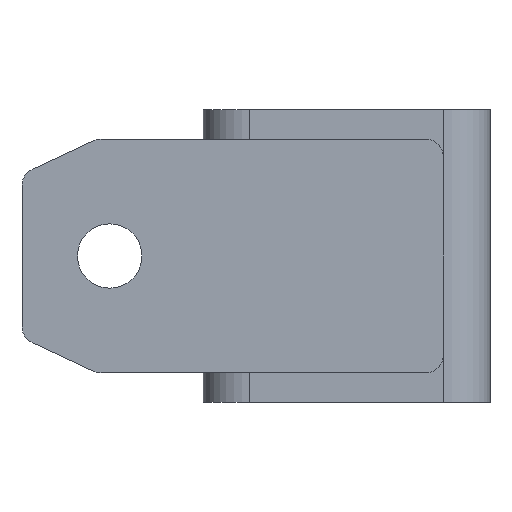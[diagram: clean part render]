
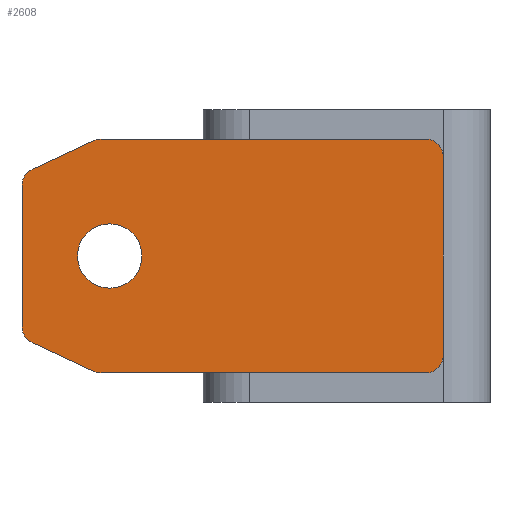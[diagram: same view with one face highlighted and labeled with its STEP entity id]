
A CAD part, left-side view. The second image highlights one B-rep face of the part: STEP entity #2608.
In plain terms, the highlighted planar face has unit normal (-1, 0, 0).
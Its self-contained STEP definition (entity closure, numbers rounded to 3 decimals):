
#56 = CARTESIAN_POINT ( 'NONE',  ( -30.65, 43.236, 44.719 ) ) ;
#59 = DIRECTION ( 'NONE',  ( 1., 0., 0. ) ) ;
#79 = DIRECTION ( 'NONE',  ( 0., -1., 0. ) ) ;
#86 = CIRCLE ( 'NONE', #1421, 5.5 ) ;
#87 = AXIS2_PLACEMENT_3D ( 'NONE', #1008, #285, #2517 ) ;
#120 = VERTEX_POINT ( 'NONE', #1259 ) ;
#141 = AXIS2_PLACEMENT_3D ( 'NONE', #2294, #1078, #2373 ) ;
#142 = EDGE_CURVE ( 'NONE', #1886, #2061, #1852, .T. ) ;
#163 = AXIS2_PLACEMENT_3D ( 'NONE', #2097, #2110, #2066 ) ;
#164 = EDGE_CURVE ( 'NONE', #2801, #1174, #1909, .T. ) ;
#190 = CARTESIAN_POINT ( 'NONE',  ( -30.65, 53.768, 39.808 ) ) ;
#228 = VERTEX_POINT ( 'NONE', #1369 ) ;
#285 = DIRECTION ( 'NONE',  ( 1., 0., 0. ) ) ;
#293 = CARTESIAN_POINT ( 'NONE',  ( -30.65, 52.5, 37.089 ) ) ;
#314 = AXIS2_PLACEMENT_3D ( 'NONE', #1650, #2631, #1350 ) ;
#343 = VECTOR ( 'NONE', #79, 1000. ) ;
#377 = CARTESIAN_POINT ( 'NONE',  ( -30.65, 41.968, 5. ) ) ;
#448 = CARTESIAN_POINT ( 'NONE',  ( -30.65, -13.5, 5. ) ) ;
#519 = ORIENTED_EDGE ( 'NONE', *, *, #142, .F. ) ;
#539 = CARTESIAN_POINT ( 'NONE',  ( -30.65, 40.5, 19.5 ) ) ;
#590 = DIRECTION ( 'NONE',  ( 1., 0., 0. ) ) ;
#657 = DIRECTION ( 'NONE',  ( 0., 0., -1. ) ) ;
#694 = CIRCLE ( 'NONE', #1367, 3. ) ;
#706 = EDGE_CURVE ( 'NONE', #1886, #1200, #1136, .T. ) ;
#741 = CARTESIAN_POINT ( 'NONE',  ( -30.65, -16.5, 5. ) ) ;
#882 = VECTOR ( 'NONE', #2702, 1000. ) ;
#928 = EDGE_CURVE ( 'NONE', #1994, #120, #1173, .T. ) ;
#935 = DIRECTION ( 'NONE',  ( 0., 0., 1. ) ) ;
#944 = CARTESIAN_POINT ( 'NONE',  ( -30.65, 43.236, 5.281 ) ) ;
#960 = AXIS2_PLACEMENT_3D ( 'NONE', #2773, #59, #2223 ) ;
#1008 = CARTESIAN_POINT ( 'NONE',  ( -30.65, 40.5, 25. ) ) ;
#1010 = AXIS2_PLACEMENT_3D ( 'NONE', #1473, #2869, #3105 ) ;
#1078 = DIRECTION ( 'NONE',  ( 1., 0., 0. ) ) ;
#1116 = ORIENTED_EDGE ( 'NONE', *, *, #1670, .F. ) ;
#1118 = VECTOR ( 'NONE', #1400, 1000. ) ;
#1136 = CIRCLE ( 'NONE', #163, 3. ) ;
#1151 = CARTESIAN_POINT ( 'NONE',  ( -30.65, 40.5, 25. ) ) ;
#1173 = LINE ( 'NONE', #3126, #2211 ) ;
#1174 = VERTEX_POINT ( 'NONE', #2619 ) ;
#1200 = VERTEX_POINT ( 'NONE', #377 ) ;
#1259 = CARTESIAN_POINT ( 'NONE',  ( -30.65, 55.5, 37.089 ) ) ;
#1272 = DIRECTION ( 'NONE',  ( 1., 0., 0. ) ) ;
#1284 = ORIENTED_EDGE ( 'NONE', *, *, #1660, .F. ) ;
#1331 = CARTESIAN_POINT ( 'NONE',  ( -30.65, 55.5, 12.911 ) ) ;
#1350 = DIRECTION ( 'NONE',  ( 0., 0., 1. ) ) ;
#1367 = AXIS2_PLACEMENT_3D ( 'NONE', #1442, #1694, #2928 ) ;
#1369 = CARTESIAN_POINT ( 'NONE',  ( -30.65, 40.5, 30.5 ) ) ;
#1400 = DIRECTION ( 'NONE',  ( 0., 0.906, 0.423 ) ) ;
#1413 = AXIS2_PLACEMENT_3D ( 'NONE', #293, #1272, #3013 ) ;
#1419 = VECTOR ( 'NONE', #657, 1000. ) ;
#1421 = AXIS2_PLACEMENT_3D ( 'NONE', #1151, #590, #2122 ) ;
#1436 = EDGE_CURVE ( 'NONE', #1841, #2560, #1508, .T. ) ;
#1442 = CARTESIAN_POINT ( 'NONE',  ( -30.65, -13.5, 8. ) ) ;
#1471 = EDGE_CURVE ( 'NONE', #120, #1657, #2802, .T. ) ;
#1473 = CARTESIAN_POINT ( 'NONE',  ( -30.65, 52.5, 12.911 ) ) ;
#1508 = LINE ( 'NONE', #1974, #343 ) ;
#1538 = ORIENTED_EDGE ( 'NONE', *, *, #164, .F. ) ;
#1545 = ORIENTED_EDGE ( 'NONE', *, *, #2481, .F. ) ;
#1621 = FACE_OUTER_BOUND ( 'NONE', #2427, .T. ) ;
#1650 = CARTESIAN_POINT ( 'NONE',  ( -30.65, 55.5, 45. ) ) ;
#1657 = VERTEX_POINT ( 'NONE', #190 ) ;
#1660 = EDGE_CURVE ( 'NONE', #2061, #1994, #1669, .T. ) ;
#1669 = CIRCLE ( 'NONE', #1010, 3. ) ;
#1670 = EDGE_CURVE ( 'NONE', #1174, #2134, #694, .T. ) ;
#1673 = ORIENTED_EDGE ( 'NONE', *, *, #1436, .F. ) ;
#1694 = DIRECTION ( 'NONE',  ( 1., 0., 0. ) ) ;
#1820 = ORIENTED_EDGE ( 'NONE', *, *, #1980, .T. ) ;
#1841 = VERTEX_POINT ( 'NONE', #2950 ) ;
#1852 = LINE ( 'NONE', #3094, #1118 ) ;
#1886 = VERTEX_POINT ( 'NONE', #944 ) ;
#1909 = LINE ( 'NONE', #2618, #1419 ) ;
#1946 = ORIENTED_EDGE ( 'NONE', *, *, #3041, .T. ) ;
#1966 = EDGE_CURVE ( 'NONE', #2560, #2801, #3106, .T. ) ;
#1974 = CARTESIAN_POINT ( 'NONE',  ( -30.65, -16.5, 45. ) ) ;
#1980 = EDGE_CURVE ( 'NONE', #228, #3062, #86, .T. ) ;
#1994 = VERTEX_POINT ( 'NONE', #1331 ) ;
#2000 = CARTESIAN_POINT ( 'NONE',  ( -30.65, 42.633, 45. ) ) ;
#2017 = DIRECTION ( 'NONE',  ( 0., -0.906, 0.423 ) ) ;
#2061 = VERTEX_POINT ( 'NONE', #2552 ) ;
#2066 = DIRECTION ( 'NONE',  ( 0., 0., 1. ) ) ;
#2073 = PLANE ( 'NONE',  #314 ) ;
#2097 = CARTESIAN_POINT ( 'NONE',  ( -30.65, 41.968, 8. ) ) ;
#2110 = DIRECTION ( 'NONE',  ( -1., 0., 0. ) ) ;
#2122 = DIRECTION ( 'NONE',  ( 0., 0., 1. ) ) ;
#2134 = VERTEX_POINT ( 'NONE', #448 ) ;
#2184 = CIRCLE ( 'NONE', #87, 5.5 ) ;
#2211 = VECTOR ( 'NONE', #935, 1000. ) ;
#2223 = DIRECTION ( 'NONE',  ( 0., 0., 1. ) ) ;
#2287 = LINE ( 'NONE', #2000, #2858 ) ;
#2294 = CARTESIAN_POINT ( 'NONE',  ( -30.65, -13.5, 42. ) ) ;
#2329 = ORIENTED_EDGE ( 'NONE', *, *, #2337, .F. ) ;
#2337 = EDGE_CURVE ( 'NONE', #3073, #1841, #2347, .T. ) ;
#2347 = CIRCLE ( 'NONE', #960, 3. ) ;
#2373 = DIRECTION ( 'NONE',  ( 0., 0., 1. ) ) ;
#2376 = EDGE_CURVE ( 'NONE', #1657, #3073, #2287, .T. ) ;
#2427 = EDGE_LOOP ( 'NONE', ( #1545, #1116, #1538, #3032, #1673, #2329, #2777, #2545, #3087, #1284, #519, #2732 ) ) ;
#2481 = EDGE_CURVE ( 'NONE', #2134, #1200, #2921, .T. ) ;
#2499 = EDGE_LOOP ( 'NONE', ( #1820, #1946 ) ) ;
#2507 = CARTESIAN_POINT ( 'NONE',  ( -30.65, -16.5, 42. ) ) ;
#2517 = DIRECTION ( 'NONE',  ( 0., 0., 1. ) ) ;
#2545 = ORIENTED_EDGE ( 'NONE', *, *, #1471, .F. ) ;
#2552 = CARTESIAN_POINT ( 'NONE',  ( -30.65, 53.768, 10.192 ) ) ;
#2560 = VERTEX_POINT ( 'NONE', #2602 ) ;
#2602 = CARTESIAN_POINT ( 'NONE',  ( -30.65, -13.5, 45. ) ) ;
#2608 = ADVANCED_FACE ( 'NONE', ( #1621, #2816 ), #2073, .T. ) ;
#2618 = CARTESIAN_POINT ( 'NONE',  ( -30.65, -16.5, 5. ) ) ;
#2619 = CARTESIAN_POINT ( 'NONE',  ( -30.65, -16.5, 8. ) ) ;
#2631 = DIRECTION ( 'NONE',  ( -1., 0., 0. ) ) ;
#2702 = DIRECTION ( 'NONE',  ( 0., 1., 0. ) ) ;
#2732 = ORIENTED_EDGE ( 'NONE', *, *, #706, .T. ) ;
#2773 = CARTESIAN_POINT ( 'NONE',  ( -30.65, 41.968, 42. ) ) ;
#2777 = ORIENTED_EDGE ( 'NONE', *, *, #2376, .F. ) ;
#2801 = VERTEX_POINT ( 'NONE', #2507 ) ;
#2802 = CIRCLE ( 'NONE', #1413, 3. ) ;
#2816 = FACE_BOUND ( 'NONE', #2499, .T. ) ;
#2858 = VECTOR ( 'NONE', #2017, 1000. ) ;
#2869 = DIRECTION ( 'NONE',  ( 1., 0., 0. ) ) ;
#2921 = LINE ( 'NONE', #741, #882 ) ;
#2928 = DIRECTION ( 'NONE',  ( 0., 0., 1. ) ) ;
#2950 = CARTESIAN_POINT ( 'NONE',  ( -30.65, 41.968, 45. ) ) ;
#3013 = DIRECTION ( 'NONE',  ( 0., 0., 1. ) ) ;
#3032 = ORIENTED_EDGE ( 'NONE', *, *, #1966, .F. ) ;
#3041 = EDGE_CURVE ( 'NONE', #3062, #228, #2184, .T. ) ;
#3062 = VERTEX_POINT ( 'NONE', #539 ) ;
#3073 = VERTEX_POINT ( 'NONE', #56 ) ;
#3087 = ORIENTED_EDGE ( 'NONE', *, *, #928, .F. ) ;
#3094 = CARTESIAN_POINT ( 'NONE',  ( -30.65, 42.633, 5. ) ) ;
#3105 = DIRECTION ( 'NONE',  ( 0., 0., 1. ) ) ;
#3106 = CIRCLE ( 'NONE', #141, 3. ) ;
#3126 = CARTESIAN_POINT ( 'NONE',  ( -30.65, 55.5, 39. ) ) ;
